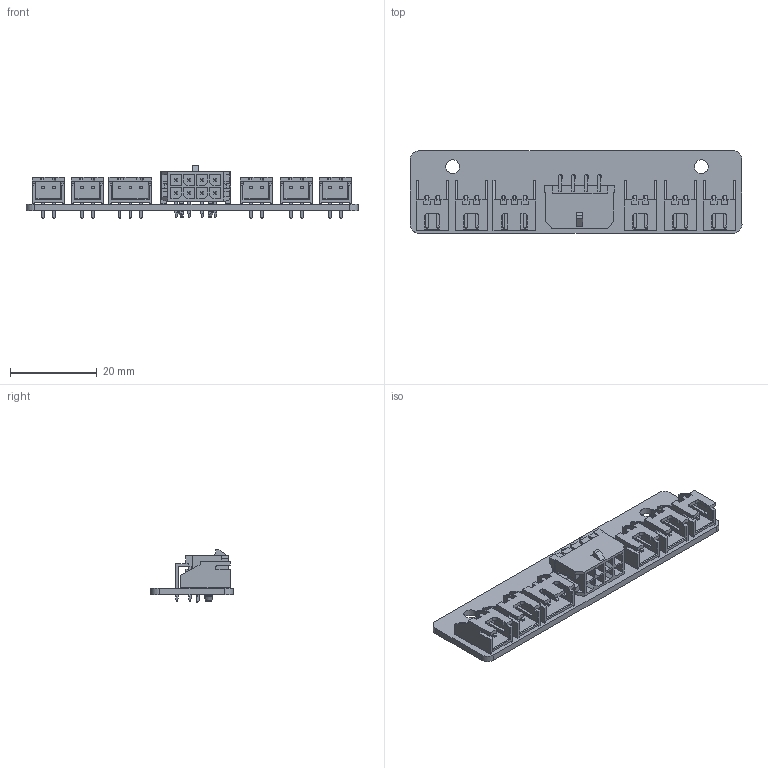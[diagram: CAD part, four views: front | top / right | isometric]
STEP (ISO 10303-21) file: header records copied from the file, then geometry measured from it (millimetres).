
FILE_DESCRIPTION(('KiCad electronic assembly'),'2;1');
FILE_NAME('Bed_Aux_Umbiical_PCB.step','2025-10-31T12:26:10',('Pcbnew'),( 'Kicad'),'Open CASCADE STEP processor 7.9','KiCad to STEP converter' ,'Unknown');
FILE_SCHEMA(('AUTOMOTIVE_DESIGN { 1 0 10303 214 1 1 1 1 }'));
Length unit declared in the file: millimetre
Products named in the file (7): Bed_Aux_Umbiical_PCB 1; JST_XH_S2B-XH-A-1_1x02_P2.50mm_Horizontal; 430450800; SOLID; COMPOUND; JST_XH_S3B-XH-A-1_1x03_P2.50mm_Horizontal; Bed_Aux_Umbiical_PCB_PCB
Assembly tree (10 placements, depth 3):
  Bed_Aux_Umbiical_PCB 1
    JST_XH_S2B-XH-A-1_1x02_P2.50mm_Horizontal  x5
    430450800
      SOLID
      COMPOUND
    JST_XH_S3B-XH-A-1_1x03_P2.50mm_Horizontal
    Bed_Aux_Umbiical_PCB_PCB
Bounding box: 76.64 x 19.01 x 12.23 mm (x, y, z)
Volume: 3924.1 mm3; surface area: 7995.9 mm2
Topology: 8 solids, 8 shells, 1090 faces, 2924 edges, 1919 vertices
Faces by surface type: plane 1002, cylinder 84, cone 2, torus 2
Full cylindrical faces by diameter (mm): 0.95 x3, 1 x10, 1.02 x8, 3 x2, 3.2 x2
Entity records: 22244 total; most frequent: CARTESIAN_POINT 3664, ORIENTED_EDGE 3506, DIRECTION 3268, EDGE_CURVE 1753, LINE 1638, VECTOR 1638, VERTEX_POINT 1121, AXIS2_PLACEMENT_3D 815
